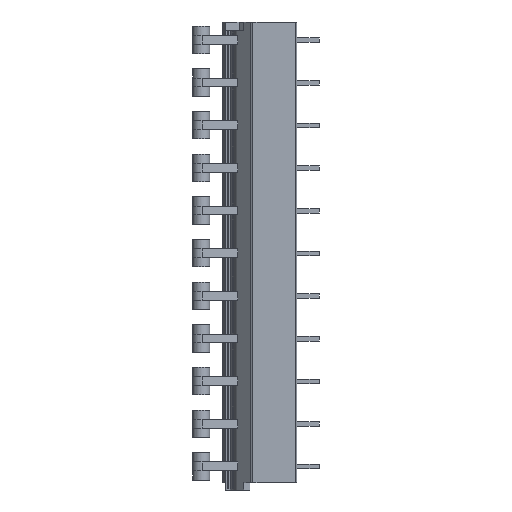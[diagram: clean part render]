
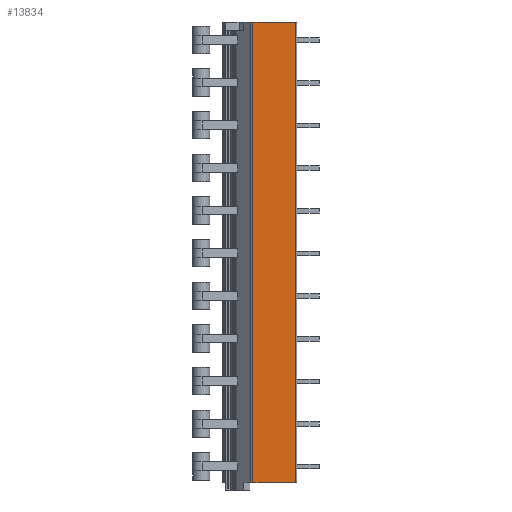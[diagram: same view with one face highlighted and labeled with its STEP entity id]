
A CAD part, left-side view. The second image highlights one B-rep face of the part: STEP entity #13834.
In plain terms, the highlighted planar face has unit normal (-1, 0, 0).
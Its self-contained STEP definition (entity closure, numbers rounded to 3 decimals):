
#30=DIRECTION('',(0.,-1.,0.));
#31=VECTOR('',#30,7.471);
#32=CARTESIAN_POINT('',(0.,7.671,-77.8));
#33=LINE('',#32,#31);
#310=DIRECTION('',(0.,-1.,0.));
#311=VECTOR('',#310,7.471);
#312=CARTESIAN_POINT('',(0.,7.671,3.2));
#313=LINE('',#312,#311);
#515=DIRECTION('',(0.,0.,1.));
#516=VECTOR('',#515,81.);
#517=CARTESIAN_POINT('',(0.,7.671,-77.8));
#518=LINE('',#517,#516);
#519=DIRECTION('',(0.,0.,1.));
#520=VECTOR('',#519,81.);
#521=CARTESIAN_POINT('',(0.,0.2,-77.8));
#522=LINE('',#521,#520);
#10900=CARTESIAN_POINT('',(0.,7.671,-77.8));
#10902=VERTEX_POINT('',#10900);
#10903=CARTESIAN_POINT('',(0.,0.2,-77.8));
#10904=VERTEX_POINT('',#10903);
#11020=CARTESIAN_POINT('',(0.,7.671,3.2));
#11022=VERTEX_POINT('',#11020);
#11023=CARTESIAN_POINT('',(0.,0.2,3.2));
#11024=VERTEX_POINT('',#11023);
#13822=CARTESIAN_POINT('',(0.,7.671,-77.8));
#13823=DIRECTION('',(-1.,0.,0.));
#13824=DIRECTION('',(0.,-1.,0.));
#13825=AXIS2_PLACEMENT_3D('',#13822,#13823,#13824);
#13826=PLANE('',#13825);
#13827=ORIENTED_EDGE('',*,*,#13816,.T.);
#13828=ORIENTED_EDGE('',*,*,#13678,.T.);
#13830=ORIENTED_EDGE('',*,*,#13829,.F.);
#13831=ORIENTED_EDGE('',*,*,#13478,.F.);
#13832=EDGE_LOOP('',(#13827,#13828,#13830,#13831));
#13833=FACE_OUTER_BOUND('',#13832,.F.);
#13834=ADVANCED_FACE('',(#13833),#13826,.T.);
#13478=EDGE_CURVE('',#10902,#10904,#33,.T.);
#13678=EDGE_CURVE('',#11022,#11024,#313,.T.);
#13816=EDGE_CURVE('',#10902,#11022,#518,.T.);
#13829=EDGE_CURVE('',#10904,#11024,#522,.T.);
